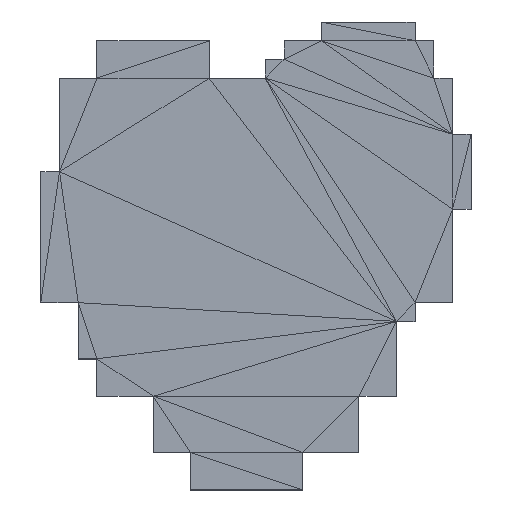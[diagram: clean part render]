
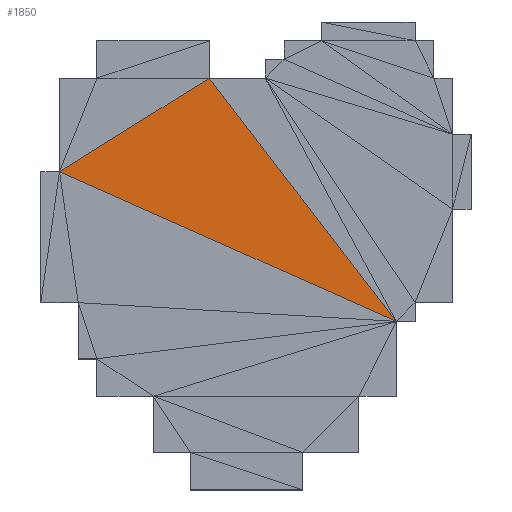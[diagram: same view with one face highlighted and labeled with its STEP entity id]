
A CAD part, top view. The second image highlights one B-rep face of the part: STEP entity #1850.
In plain terms, the highlighted planar face has unit normal (0, 0, 1).
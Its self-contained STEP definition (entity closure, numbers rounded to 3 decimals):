
#132=FACE_OUTER_BOUND('',#288,.T.);
#288=EDGE_LOOP('',(#1460,#1461,#1462));
#457=LINE('',#2870,#691);
#516=LINE('',#2982,#750);
#525=LINE('',#3001,#759);
#691=VECTOR('',#2341,10.);
#750=VECTOR('',#2472,10.);
#759=VECTOR('',#2495,10.);
#806=VERTEX_POINT('',#2635);
#835=VERTEX_POINT('',#2770);
#868=VERTEX_POINT('',#2981);
#1005=EDGE_CURVE('',#806,#835,#457,.T.);
#1064=EDGE_CURVE('',#835,#868,#516,.T.);
#1073=EDGE_CURVE('',#806,#868,#525,.T.);
#1460=ORIENTED_EDGE('',*,*,#1064,.F.);
#1461=ORIENTED_EDGE('',*,*,#1005,.F.);
#1462=ORIENTED_EDGE('',*,*,#1073,.T.);
#1694=PLANE('',#2020);
#1850=ADVANCED_FACE('',(#132),#1694,.T.);
#2020=AXIS2_PLACEMENT_3D('',#3000,#2493,#2494);
#2341=DIRECTION('',(-0.914,0.406,0.));
#2472=DIRECTION('',(0.848,0.53,0.));
#2493=DIRECTION('center_axis',(0.,0.,1.));
#2494=DIRECTION('ref_axis',(1.,0.,0.));
#2495=DIRECTION('',(-0.61,0.793,0.));
#2635=CARTESIAN_POINT('',(7.,-11.,6.));
#2770=CARTESIAN_POINT('',(-11.,-3.,6.));
#2870=CARTESIAN_POINT('',(7.,-11.,6.));
#2981=CARTESIAN_POINT('',(-3.,2.,6.));
#2982=CARTESIAN_POINT('',(-11.,-3.,6.));
#3000=CARTESIAN_POINT('Origin',(7.,-11.,6.));
#3001=CARTESIAN_POINT('',(7.,-11.,6.));
